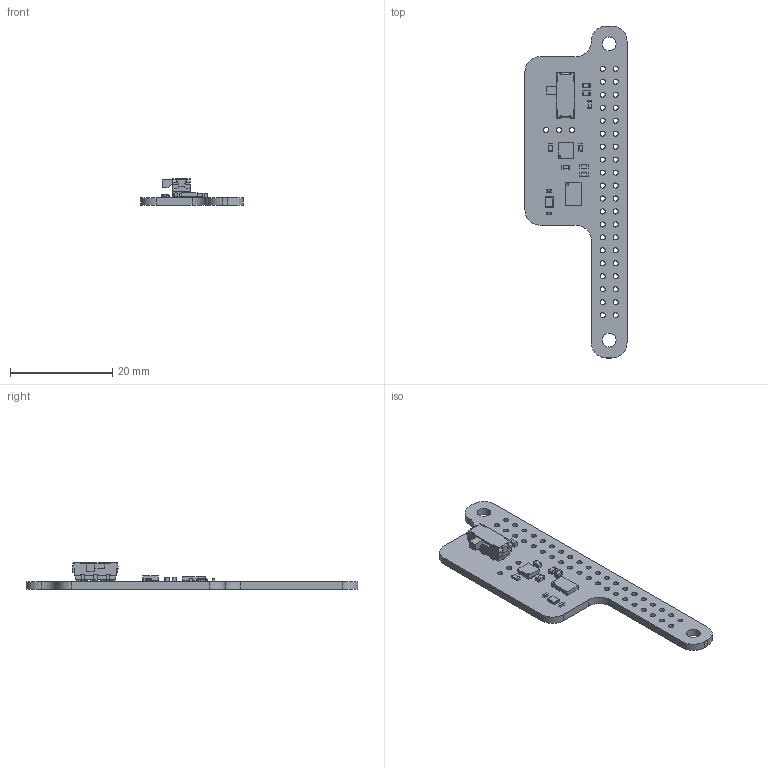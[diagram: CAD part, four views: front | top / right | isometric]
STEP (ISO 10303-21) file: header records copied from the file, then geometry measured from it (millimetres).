
FILE_DESCRIPTION(('KiCad electronic assembly'),'2;1');
FILE_NAME('can_hat_40_pcb-3D.step','2025-08-03T21:36:48',('Pcbnew'),( 'Kicad'),'Open CASCADE STEP processor 7.6','KiCad to STEP converter' ,'Unknown');
FILE_SCHEMA(('AUTOMOTIVE_DESIGN { 1 0 10303 214 1 1 1 1 }'));
Length unit declared in the file: millimetre
Products named in the file (12): can_hat_40_pcb-3D 1; QBB; C_0402_1005Metric; R_0603_1608Metric; can_hat_40_pcb-3D 1.4; JS202011JAQN; SOT782-1 HVSON-8; Body; ThermalPin; PinsArrayLR; C_0603_1608Metric; kibot_16zqon8f_PCB
Assembly tree (18 placements, depth 3):
  can_hat_40_pcb-3D 1
    QBB
    C_0402_1005Metric  x2
    R_0603_1608Metric  x3
    can_hat_40_pcb-3D 1.4
    JS202011JAQN
    SOT782-1 HVSON-8
      Body
      ThermalPin
      PinsArrayLR
    C_0603_1608Metric  x5
    kibot_16zqon8f_PCB
Bounding box: 20 x 65 x 5.2 mm (x, y, z)
Volume: 1387.6 mm3; surface area: 2601.3 mm2
Topology: 53 solids, 53 shells, 1019 faces, 2583 edges, 1688 vertices
Faces by surface type: plane 727, cylinder 260, cone 32
Full cylindrical faces by diameter (mm): 0.375 x1, 0.9 x2, 1 x43, 2.7 x2
Entity records: 24964 total; most frequent: CARTESIAN_POINT 4293, DIRECTION 4207, ORIENTED_EDGE 4174, EDGE_CURVE 2087, LINE 1659, VECTOR 1659, VERTEX_POINT 1360, AXIS2_PLACEMENT_3D 1274
